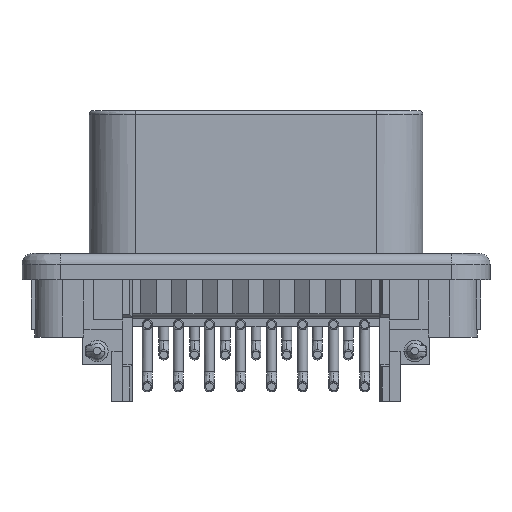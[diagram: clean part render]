
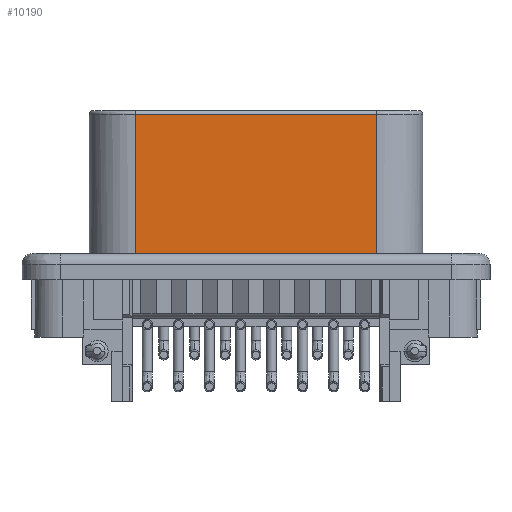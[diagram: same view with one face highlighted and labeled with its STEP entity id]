
A CAD part, top view. The second image highlights one B-rep face of the part: STEP entity #10190.
In plain terms, the highlighted planar face has unit normal (0, 0, 1).
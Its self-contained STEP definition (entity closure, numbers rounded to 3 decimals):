
#9290=CARTESIAN_POINT('',(-15.543,2.475,-4.208));
#9291=VERTEX_POINT('',#9290);
#9334=CARTESIAN_POINT('',(15.543,2.475,-4.208));
#9335=VERTEX_POINT('',#9334);
#9336=CARTESIAN_POINT('',(15.543,2.475,-4.208));
#9337=DIRECTION('',(-1.,0.,0.));
#9338=VECTOR('',#9337,31.086);
#9339=LINE('',#9336,#9338);
#9340=EDGE_CURVE('',#9335,#9291,#9339,.T.);
#10141=CARTESIAN_POINT('',(-15.543,21.285,-4.208));
#10142=VERTEX_POINT('',#10141);
#10143=CARTESIAN_POINT('',(-15.543,2.475,-4.208));
#10144=DIRECTION('',(0.,1.,0.));
#10145=VECTOR('',#10144,18.81);
#10146=LINE('',#10143,#10145);
#10147=EDGE_CURVE('',#9291,#10142,#10146,.T.);
#10167=CARTESIAN_POINT('',(0.,11.633,-4.208));
#10168=DIRECTION('',(1.,0.,0.));
#10169=DIRECTION('',(0.,0.,1.));
#10170=AXIS2_PLACEMENT_3D('',#10167,#10169,#10168);
#10171=PLANE('',#10170);
#10172=ORIENTED_EDGE('',*,*,#10147,.F.);
#10173=ORIENTED_EDGE('',*,*,#9340,.F.);
#10174=CARTESIAN_POINT('',(15.543,21.285,-4.208));
#10175=VERTEX_POINT('',#10174);
#10176=CARTESIAN_POINT('',(15.543,2.475,-4.208));
#10177=DIRECTION('',(0.,1.,0.));
#10178=VECTOR('',#10177,18.81);
#10179=LINE('',#10176,#10178);
#10180=EDGE_CURVE('',#9335,#10175,#10179,.T.);
#10181=ORIENTED_EDGE('',*,*,#10180,.T.);
#10182=CARTESIAN_POINT('',(15.543,21.285,-4.208));
#10183=DIRECTION('',(-1.,0.,0.));
#10184=VECTOR('',#10183,31.086);
#10185=LINE('',#10182,#10184);
#10186=EDGE_CURVE('',#10175,#10142,#10185,.T.);
#10187=ORIENTED_EDGE('',*,*,#10186,.T.);
#10188=EDGE_LOOP('',(#10172,#10173,#10181,#10187));
#10189=FACE_OUTER_BOUND('',#10188,.T.);
#10190=ADVANCED_FACE('',(#10189),#10171,.T.);
